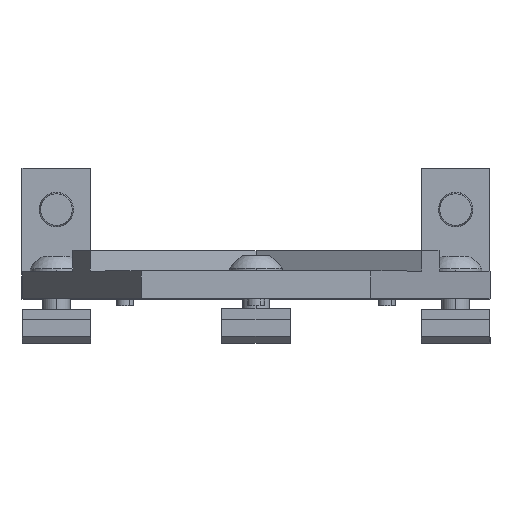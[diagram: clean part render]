
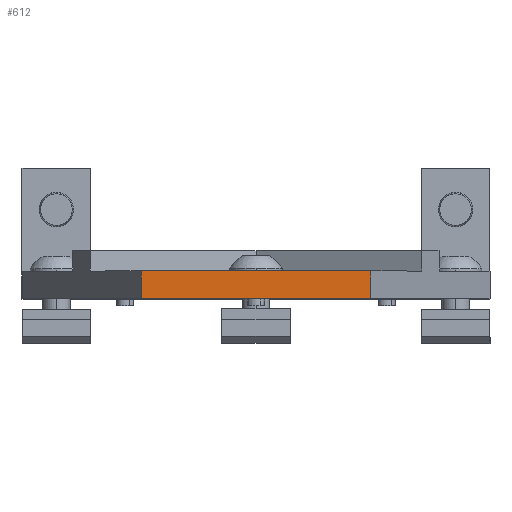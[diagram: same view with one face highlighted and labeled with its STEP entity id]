
A CAD part, top view. The second image highlights one B-rep face of the part: STEP entity #612.
In plain terms, the highlighted planar face has unit normal (0, 0, 1).
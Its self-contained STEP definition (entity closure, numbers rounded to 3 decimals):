
#38 = PLANE ( 'NONE',  #1903 ) ;
#50 = CARTESIAN_POINT ( 'NONE',  ( -16.679, 4., 30. ) ) ;
#109 = VERTEX_POINT ( 'NONE', #3633 ) ;
#163 = LINE ( 'NONE', #225, #2343 ) ;
#225 = CARTESIAN_POINT ( 'NONE',  ( -16.679, 0., 30. ) ) ;
#364 = DIRECTION ( 'NONE',  ( 0., 0., -1. ) ) ;
#457 = VECTOR ( 'NONE', #1131, 1000. ) ;
#485 = EDGE_CURVE ( 'NONE', #3391, #1253, #3248, .T. ) ;
#513 = VECTOR ( 'NONE', #2392, 1000. ) ;
#588 = CARTESIAN_POINT ( 'NONE',  ( 16.679, 4., 30. ) ) ;
#612 = ADVANCED_FACE ( 'NONE', ( #1587 ), #38, .F. ) ;
#818 = CARTESIAN_POINT ( 'NONE',  ( -16.679, 4., 30. ) ) ;
#823 = CARTESIAN_POINT ( 'NONE',  ( -16.679, 0., 30. ) ) ;
#1020 = EDGE_LOOP ( 'NONE', ( #3582, #3156, #2772, #3423 ) ) ;
#1114 = LINE ( 'NONE', #818, #457 ) ;
#1131 = DIRECTION ( 'NONE',  ( 0., -1., 0. ) ) ;
#1150 = VECTOR ( 'NONE', #1188, 1000. ) ;
#1188 = DIRECTION ( 'NONE',  ( 1., 0., 0. ) ) ;
#1253 = VERTEX_POINT ( 'NONE', #3568 ) ;
#1265 = EDGE_CURVE ( 'NONE', #1333, #1253, #163, .T. ) ;
#1333 = VERTEX_POINT ( 'NONE', #823 ) ;
#1587 = FACE_OUTER_BOUND ( 'NONE', #1020, .T. ) ;
#1641 = EDGE_CURVE ( 'NONE', #109, #1333, #1114, .T. ) ;
#1812 = CARTESIAN_POINT ( 'NONE',  ( -16.679, 4., 30. ) ) ;
#1869 = EDGE_CURVE ( 'NONE', #109, #3391, #3312, .T. ) ;
#1903 = AXIS2_PLACEMENT_3D ( 'NONE', #50, #364, #2831 ) ;
#2343 = VECTOR ( 'NONE', #3865, 1000. ) ;
#2392 = DIRECTION ( 'NONE',  ( 0., -1., 0. ) ) ;
#2772 = ORIENTED_EDGE ( 'NONE', *, *, #1869, .F. ) ;
#2831 = DIRECTION ( 'NONE',  ( -1., 0., 0. ) ) ;
#3156 = ORIENTED_EDGE ( 'NONE', *, *, #485, .F. ) ;
#3248 = LINE ( 'NONE', #588, #513 ) ;
#3312 = LINE ( 'NONE', #1812, #1150 ) ;
#3391 = VERTEX_POINT ( 'NONE', #3774 ) ;
#3423 = ORIENTED_EDGE ( 'NONE', *, *, #1641, .T. ) ;
#3568 = CARTESIAN_POINT ( 'NONE',  ( 16.679, 0., 30. ) ) ;
#3582 = ORIENTED_EDGE ( 'NONE', *, *, #1265, .T. ) ;
#3633 = CARTESIAN_POINT ( 'NONE',  ( -16.679, 4., 30. ) ) ;
#3774 = CARTESIAN_POINT ( 'NONE',  ( 16.679, 4., 30. ) ) ;
#3865 = DIRECTION ( 'NONE',  ( 1., 0., 0. ) ) ;
